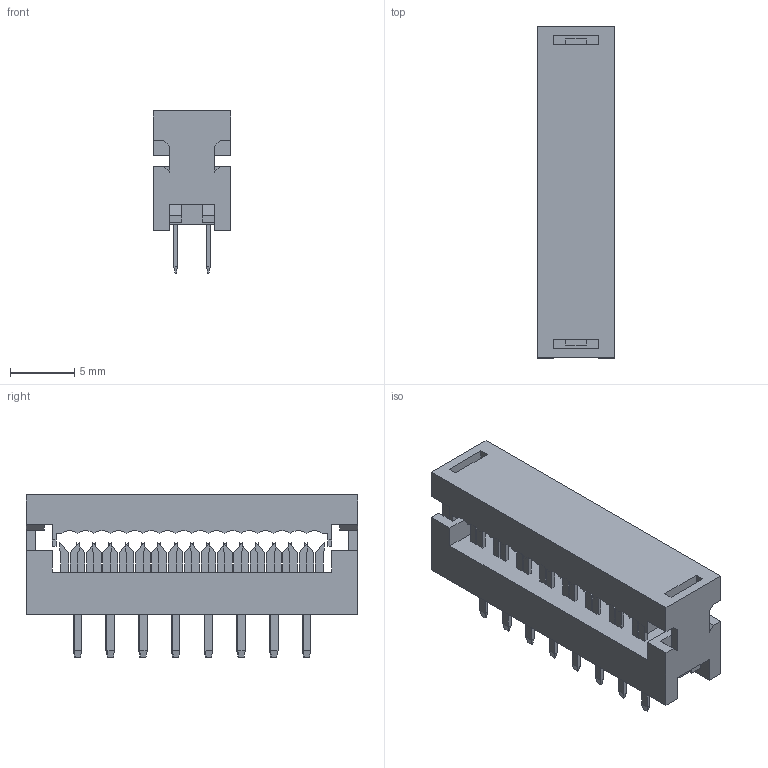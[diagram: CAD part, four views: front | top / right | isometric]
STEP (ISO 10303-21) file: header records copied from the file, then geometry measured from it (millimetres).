
FILE_DESCRIPTION(/* description */ ('Unknown'),/* implementation_level */ '2;1');
FILE_NAME(/* name */ 'J_Wurth_WR-BHD_61201622323',/* time_stamp */ '2025-05-15T17:12:54+08:00',/* author */ ('Unknown'),/* organization */ ('Unknown'),/* preprocessor_version */ 'ST-DEVELOPER v19.4',/* originating_system */ 'Solid Edge',/* authorisation */ 'Unknown');
FILE_SCHEMA (('AUTOMOTIVE_DESIGN {1 0 10303 214 3 1 1}'));
Length unit declared in the file: millimetre
Products named in the file (2): J_Wurth_WR-BHD_61201622323
Assembly tree (1 placements, depth 2):
  J_Wurth_WR-BHD_61201622323
    J_Wurth_WR-BHD_61201622323
Bounding box: 6 x 25.77 x 12.6 mm (x, y, z)
Volume: 912.1 mm3; surface area: 1567.5 mm2
Topology: 1 solids, 1 shells, 629 faces, 1637 edges, 1054 vertices
Faces by surface type: plane 597, cylinder 32
Entity records: 23219 total; most frequent: CARTESIAN_POINT 3322, ORIENTED_EDGE 3274, DIRECTION 2963, EDGE_CURVE 1637, LINE 1573, VECTOR 1573, VERTEX_POINT 1054, AXIS2_PLACEMENT_3D 695
